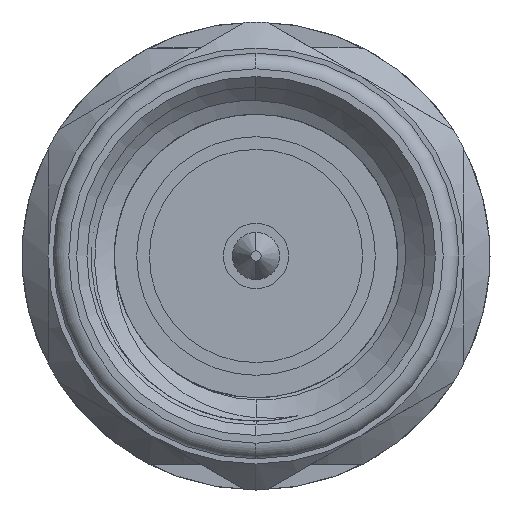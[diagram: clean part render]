
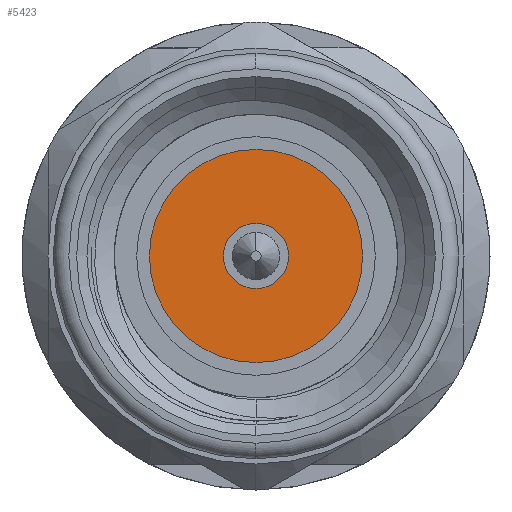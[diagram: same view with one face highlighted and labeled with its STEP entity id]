
A CAD part, left-side view. The second image highlights one B-rep face of the part: STEP entity #5423.
In plain terms, the highlighted planar face has unit normal (-1, 0, 0).
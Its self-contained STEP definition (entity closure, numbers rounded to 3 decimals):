
#75 = VERTEX_POINT ( 'NONE', #6211 ) ;
#85 = AXIS2_PLACEMENT_3D ( 'NONE', #6440, #7790, #817 ) ;
#208 = ORIENTED_EDGE ( 'NONE', *, *, #5908, .F. ) ;
#297 = CARTESIAN_POINT ( 'NONE',  ( -12.05, 0., 0. ) ) ;
#312 = CIRCLE ( 'NONE', #316, 0.625 ) ;
#316 = AXIS2_PLACEMENT_3D ( 'NONE', #7897, #5192, #2646 ) ;
#817 = DIRECTION ( 'NONE',  ( 0., 0., 1. ) ) ;
#1201 = DIRECTION ( 'NONE',  ( -1., 0., 0. ) ) ;
#1230 = ORIENTED_EDGE ( 'NONE', *, *, #7823, .T. ) ;
#1282 = ORIENTED_EDGE ( 'NONE', *, *, #5783, .F. ) ;
#1296 = VERTEX_POINT ( 'NONE', #7947 ) ;
#1900 = VERTEX_POINT ( 'NONE', #2428 ) ;
#1943 = VERTEX_POINT ( 'NONE', #4851 ) ;
#2428 = CARTESIAN_POINT ( 'NONE',  ( -12.05, 0., -0.625 ) ) ;
#2555 = CARTESIAN_POINT ( 'NONE',  ( -12.05, 0., 0. ) ) ;
#2646 = DIRECTION ( 'NONE',  ( 0., 0., 1. ) ) ;
#2840 = DIRECTION ( 'NONE',  ( 0., 0., 1. ) ) ;
#3111 = FACE_OUTER_BOUND ( 'NONE', #7869, .T. ) ;
#3295 = DIRECTION ( 'NONE',  ( -1., 0., 0. ) ) ;
#3547 = CIRCLE ( 'NONE', #85, 2.05 ) ;
#3667 = AXIS2_PLACEMENT_3D ( 'NONE', #2555, #3295, #5141 ) ;
#3824 = DIRECTION ( 'NONE',  ( 0., 0., 1. ) ) ;
#3895 = EDGE_CURVE ( 'NONE', #1943, #75, #8034, .T. ) ;
#4021 = EDGE_LOOP ( 'NONE', ( #208, #1282 ) ) ;
#4531 = FACE_BOUND ( 'NONE', #4021, .T. ) ;
#4575 = CARTESIAN_POINT ( 'NONE',  ( -12.05, 2.05, 0. ) ) ;
#4715 = CIRCLE ( 'NONE', #3667, 0.625 ) ;
#4851 = CARTESIAN_POINT ( 'NONE',  ( -12.05, 0., -2.05 ) ) ;
#5141 = DIRECTION ( 'NONE',  ( 0., 0., 1. ) ) ;
#5192 = DIRECTION ( 'NONE',  ( -1., 0., 0. ) ) ;
#5423 = ADVANCED_FACE ( 'NONE', ( #4531, #3111 ), #6311, .T. ) ;
#5783 = EDGE_CURVE ( 'NONE', #1900, #1296, #312, .T. ) ;
#5908 = EDGE_CURVE ( 'NONE', #1296, #1900, #4715, .T. ) ;
#6211 = CARTESIAN_POINT ( 'NONE',  ( -12.05, 0., 2.05 ) ) ;
#6311 = PLANE ( 'NONE',  #6743 ) ;
#6440 = CARTESIAN_POINT ( 'NONE',  ( -12.05, 0., 0. ) ) ;
#6743 = AXIS2_PLACEMENT_3D ( 'NONE', #4575, #1201, #3824 ) ;
#7347 = DIRECTION ( 'NONE',  ( -1., 0., 0. ) ) ;
#7524 = ORIENTED_EDGE ( 'NONE', *, *, #3895, .T. ) ;
#7774 = AXIS2_PLACEMENT_3D ( 'NONE', #297, #7347, #2840 ) ;
#7790 = DIRECTION ( 'NONE',  ( -1., 0., 0. ) ) ;
#7823 = EDGE_CURVE ( 'NONE', #75, #1943, #3547, .T. ) ;
#7869 = EDGE_LOOP ( 'NONE', ( #1230, #7524 ) ) ;
#7897 = CARTESIAN_POINT ( 'NONE',  ( -12.05, 0., 0. ) ) ;
#7947 = CARTESIAN_POINT ( 'NONE',  ( -12.05, 0., 0.625 ) ) ;
#8034 = CIRCLE ( 'NONE', #7774, 2.05 ) ;
